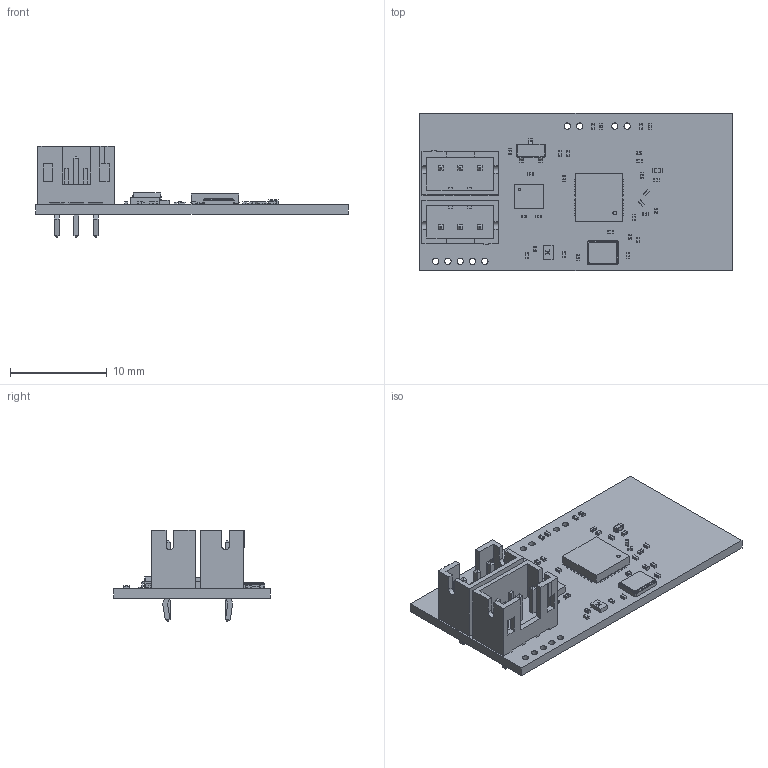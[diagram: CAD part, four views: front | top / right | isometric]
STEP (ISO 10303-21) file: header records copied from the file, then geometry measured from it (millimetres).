
FILE_DESCRIPTION(('FreeCAD Model'),'2;1');
FILE_NAME('Open CASCADE Shape Model','2023-12-16T17:54:43',(''),(''), 'Open CASCADE STEP processor 7.5','FreeCAD','Unknown');
FILE_SCHEMA(('AUTOMOTIVE_DESIGN { 1 0 10303 214 1 1 1 1 }'));
Length unit declared in the file: millimetre
Products named in the file (16): gyroboardv3-ble; Board_Geoms_cac2; Pcb_cac2; Step_Models_cac2; Top_cac2; R5_R_0201_0603Metric_ae45ce2bcee0; C15_C_0201_0603Metric_2e5032d23c7a; L2_L_0201_0603Metric_8c112b5ab684; U1_SOT_23_ce7e2b68684f; U2_LGA_14_3x25mm_P05mm_LayoutBorder3x4y_143f698fa12f; J1_JST_B3B_PH_K_fbf7c7734919; C2_C_0402_1005Metric_e228e85d4d95; IC1_QFN_32_1EP_5x5mm_P05mm_EP31x31mm_5082fcadb45d; IC2_SOT886_00bca6073895; SOT886 Mold Body; Y1_Crystal_SMD_3225-4Pin_3.2x2.5mm_c7b0457659bb
Assembly tree (41 placements, depth 5):
  gyroboardv3-ble
    Board_Geoms_cac2
      Pcb_cac2
    Step_Models_cac2
      Top_cac2
        R5_R_0201_0603Metric_ae45ce2bcee0  x8
        C15_C_0201_0603Metric_2e5032d23c7a  x18
        L2_L_0201_0603Metric_8c112b5ab684  x2
        U1_SOT_23_ce7e2b68684f
        U2_LGA_14_3x25mm_P05mm_LayoutBorder3x4y_143f698fa12f
        J1_JST_B3B_PH_K_fbf7c7734919  x2
        C2_C_0402_1005Metric_e228e85d4d95
        IC1_QFN_32_1EP_5x5mm_P05mm_EP31x31mm_5082fcadb45d
        IC2_SOT886_00bca6073895
          SOT886 Mold Body
        Y1_Crystal_SMD_3225-4Pin_3.2x2.5mm_c7b0457659bb
Bounding box: 32.25 x 16.2 x 9.4 mm (x, y, z)
Volume: 767.9 mm3; surface area: 1994.5 mm2
Topology: 37 solids, 37 shells, 1489 faces, 3917 edges, 2576 vertices
Faces by surface type: plane 1080, cylinder 382, bspline 27
Full cylindrical faces by diameter (mm): 0.2 x10, 0.4 x1, 0.65 x9, 0.75 x6
Entity records: 25902 total; most frequent: CARTESIAN_POINT 3848, ORIENTED_EDGE 3638, DIRECTION 3397, EDGE_CURVE 1819, LINE 1571, VECTOR 1571, VERTEX_POINT 1192, AXIS2_PLACEMENT_3D 913
